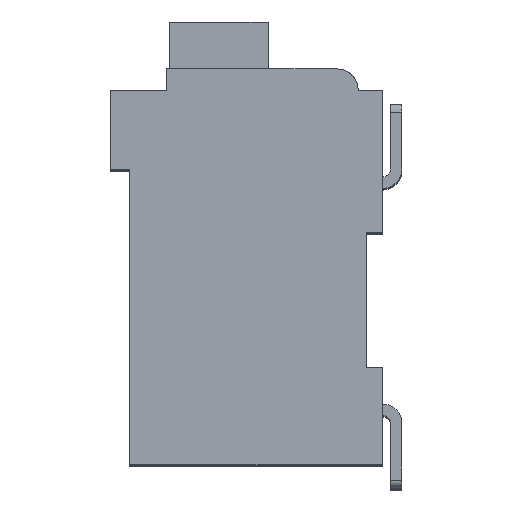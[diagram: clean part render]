
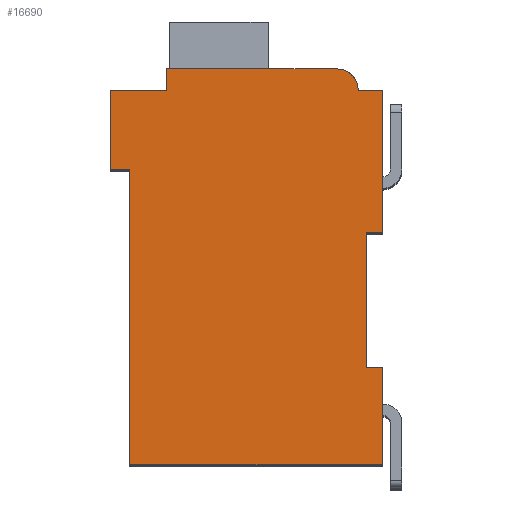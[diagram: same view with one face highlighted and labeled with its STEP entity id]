
A CAD part, top view. The second image highlights one B-rep face of the part: STEP entity #16690.
In plain terms, the highlighted planar face has unit normal (0, 0, 1).
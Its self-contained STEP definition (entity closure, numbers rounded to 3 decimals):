
#5201=DIRECTION('',(1.,0.,0.));
#5202=VECTOR('',#5201,0.5);
#5203=CARTESIAN_POINT('',(7.3,7.15,2.1));
#5204=LINE('',#5203,#5202);
#5205=DIRECTION('',(0.,1.,0.));
#5206=VECTOR('',#5205,4.15);
#5207=CARTESIAN_POINT('',(7.3,3.,2.1));
#5208=LINE('',#5207,#5206);
#5209=DIRECTION('',(-1.,0.,0.));
#5210=VECTOR('',#5209,0.5);
#5211=CARTESIAN_POINT('',(7.8,3.,2.1));
#5212=LINE('',#5211,#5210);
#5213=DIRECTION('',(0.,1.,0.));
#5214=VECTOR('',#5213,3.);
#5215=CARTESIAN_POINT('',(7.8,0.,2.1));
#5216=LINE('',#5215,#5214);
#5217=DIRECTION('',(1.,0.,0.));
#5218=VECTOR('',#5217,7.8);
#5219=CARTESIAN_POINT('',(0.,0.,2.1));
#5220=LINE('',#5219,#5218);
#5221=DIRECTION('',(0.,-1.,0.));
#5222=VECTOR('',#5221,9.1);
#5223=CARTESIAN_POINT('',(0.,9.1,2.1));
#5224=LINE('',#5223,#5222);
#5225=DIRECTION('',(1.,0.,0.));
#5226=VECTOR('',#5225,0.6);
#5227=CARTESIAN_POINT('',(-0.6,9.1,2.1));
#5228=LINE('',#5227,#5226);
#5229=DIRECTION('',(0.,-1.,0.));
#5230=VECTOR('',#5229,2.45);
#5231=CARTESIAN_POINT('',(-0.6,11.55,2.1));
#5232=LINE('',#5231,#5230);
#5233=DIRECTION('',(-1.,0.,0.));
#5234=VECTOR('',#5233,1.75);
#5235=CARTESIAN_POINT('',(1.15,11.55,2.1));
#5236=LINE('',#5235,#5234);
#5237=DIRECTION('',(0.,-1.,0.));
#5238=VECTOR('',#5237,0.65);
#5239=CARTESIAN_POINT('',(1.15,12.2,2.1));
#5240=LINE('',#5239,#5238);
#5241=DIRECTION('',(-1.,0.,0.));
#5242=VECTOR('',#5241,5.25);
#5243=CARTESIAN_POINT('',(6.4,12.2,2.1));
#5244=LINE('',#5243,#5242);
#5245=CARTESIAN_POINT('',(6.4,11.55,2.1));
#5246=DIRECTION('',(0.,0.,1.));
#5247=DIRECTION('',(1.,0.,0.));
#5248=AXIS2_PLACEMENT_3D('',#5245,#5246,#5247);
#5250=DIRECTION('',(-1.,0.,0.));
#5251=VECTOR('',#5250,0.75);
#5252=CARTESIAN_POINT('',(7.8,11.55,2.1));
#5253=LINE('',#5252,#5251);
#5254=DIRECTION('',(0.,1.,0.));
#5255=VECTOR('',#5254,4.4);
#5256=CARTESIAN_POINT('',(7.8,7.15,2.1));
#5257=LINE('',#5256,#5255);
#8118=CARTESIAN_POINT('',(7.3,7.15,2.1));
#8119=CARTESIAN_POINT('',(7.8,7.15,2.1));
#8120=VERTEX_POINT('',#8118);
#8121=VERTEX_POINT('',#8119);
#8122=CARTESIAN_POINT('',(7.8,11.55,2.1));
#8123=VERTEX_POINT('',#8122);
#8124=CARTESIAN_POINT('',(7.05,11.55,2.1));
#8125=VERTEX_POINT('',#8124);
#8126=CARTESIAN_POINT('',(6.4,12.2,2.1));
#8127=VERTEX_POINT('',#8126);
#8128=CARTESIAN_POINT('',(1.15,12.2,2.1));
#8129=VERTEX_POINT('',#8128);
#8130=CARTESIAN_POINT('',(1.15,11.55,2.1));
#8131=VERTEX_POINT('',#8130);
#8132=CARTESIAN_POINT('',(-0.6,11.55,2.1));
#8133=VERTEX_POINT('',#8132);
#8134=CARTESIAN_POINT('',(-0.6,9.1,2.1));
#8135=VERTEX_POINT('',#8134);
#8136=CARTESIAN_POINT('',(0.,9.1,2.1));
#8137=VERTEX_POINT('',#8136);
#8138=CARTESIAN_POINT('',(0.,0.,2.1));
#8139=VERTEX_POINT('',#8138);
#8140=CARTESIAN_POINT('',(7.8,0.,2.1));
#8141=VERTEX_POINT('',#8140);
#8142=CARTESIAN_POINT('',(7.8,3.,2.1));
#8143=VERTEX_POINT('',#8142);
#8144=CARTESIAN_POINT('',(7.3,3.,2.1));
#8145=VERTEX_POINT('',#8144);
#16669=CARTESIAN_POINT('',(0.,0.,2.1));
#16670=DIRECTION('',(0.,0.,1.));
#16671=DIRECTION('',(1.,0.,0.));
#16672=AXIS2_PLACEMENT_3D('',#16669,#16670,#16671);
#16673=PLANE('',#16672);
#16674=ORIENTED_EDGE('',*,*,#10663,.F.);
#16675=ORIENTED_EDGE('',*,*,#11097,.F.);
#16676=ORIENTED_EDGE('',*,*,#13941,.F.);
#16677=ORIENTED_EDGE('',*,*,#14146,.F.);
#16678=ORIENTED_EDGE('',*,*,#14391,.F.);
#16679=ORIENTED_EDGE('',*,*,#14724,.F.);
#16680=ORIENTED_EDGE('',*,*,#14891,.F.);
#16681=ORIENTED_EDGE('',*,*,#15035,.F.);
#16682=ORIENTED_EDGE('',*,*,#15250,.F.);
#16683=ORIENTED_EDGE('',*,*,#15679,.F.);
#16684=ORIENTED_EDGE('',*,*,#16009,.F.);
#16685=ORIENTED_EDGE('',*,*,#15301,.F.);
#16686=ORIENTED_EDGE('',*,*,#15550,.F.);
#16687=ORIENTED_EDGE('',*,*,#10992,.F.);
#16688=EDGE_LOOP('',(#16674,#16675,#16676,#16677,#16678,#16679,#16680,#16681,
#16682,#16683,#16684,#16685,#16686,#16687));
#16689=FACE_OUTER_BOUND('',#16688,.F.);
#5249=CIRCLE('',#5248,0.65);
#10663=EDGE_CURVE('',#8120,#8121,#5204,.T.);
#10992=EDGE_CURVE('',#8121,#8123,#5257,.T.);
#11097=EDGE_CURVE('',#8145,#8120,#5208,.T.);
#13941=EDGE_CURVE('',#8143,#8145,#5212,.T.);
#14146=EDGE_CURVE('',#8141,#8143,#5216,.T.);
#14391=EDGE_CURVE('',#8139,#8141,#5220,.T.);
#14724=EDGE_CURVE('',#8137,#8139,#5224,.T.);
#14891=EDGE_CURVE('',#8135,#8137,#5228,.T.);
#15035=EDGE_CURVE('',#8133,#8135,#5232,.T.);
#15250=EDGE_CURVE('',#8131,#8133,#5236,.T.);
#15301=EDGE_CURVE('',#8125,#8127,#5249,.T.);
#15550=EDGE_CURVE('',#8123,#8125,#5253,.T.);
#15679=EDGE_CURVE('',#8129,#8131,#5240,.T.);
#16009=EDGE_CURVE('',#8127,#8129,#5244,.T.);
#16690=ADVANCED_FACE('',(#16689),#16673,.T.);
